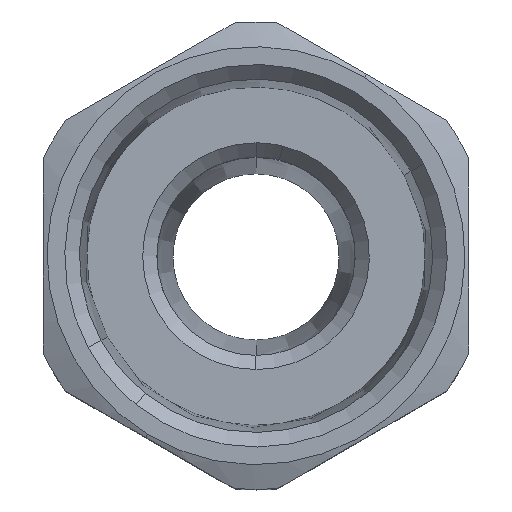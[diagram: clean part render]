
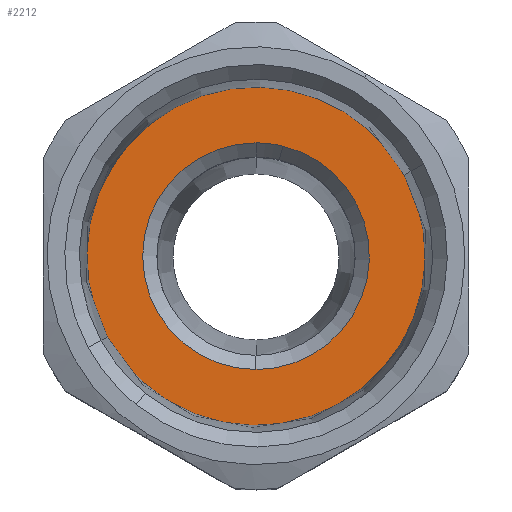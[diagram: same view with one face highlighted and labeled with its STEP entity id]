
A CAD part, top view. The second image highlights one B-rep face of the part: STEP entity #2212.
In plain terms, the highlighted planar face has unit normal (0, 0, 1).
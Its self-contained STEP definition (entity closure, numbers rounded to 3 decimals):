
#2038=AXIS2_PLACEMENT_3D('Circle Axis2P3D',#2036,#2037,$) ;
#2062=AXIS2_PLACEMENT_3D('Circle Axis2P3D',#2060,#2061,$) ;
#2180=AXIS2_PLACEMENT_3D('Plane Axis2P3D',#2177,#2178,#2179) ;
#2188=AXIS2_PLACEMENT_3D('Circle Axis2P3D',#2186,#2187,$) ;
#2197=AXIS2_PLACEMENT_3D('Circle Axis2P3D',#2195,#2196,$) ;
#2204=AXIS2_PLACEMENT_3D('Circle Axis2P3D',#2202,#2203,$) ;
#2033=CARTESIAN_POINT('Vertex',(4.521,10.775,49.75)) ;
#2036=CARTESIAN_POINT('Axis2P3D Location',(15.,16.5,49.75)) ;
#2040=CARTESIAN_POINT('Vertex',(25.479,22.225,49.75)) ;
#2060=CARTESIAN_POINT('Axis2P3D Location',(15.,16.5,49.75)) ;
#2177=CARTESIAN_POINT('Axis2P3D Location',(15.,16.5,49.75)) ;
#2186=CARTESIAN_POINT('Axis2P3D Location',(15.,16.5,49.75)) ;
#2190=CARTESIAN_POINT('Vertex',(15.,24.5,49.75)) ;
#2192=CARTESIAN_POINT('Vertex',(15.,8.5,49.75)) ;
#2195=CARTESIAN_POINT('Axis2P3D Location',(15.,16.5,49.75)) ;
#2199=CARTESIAN_POINT('Vertex',(16.89,24.274,49.75)) ;
#2202=CARTESIAN_POINT('Axis2P3D Location',(15.,16.5,49.75)) ;
#2037=DIRECTION('Axis2P3D Direction',(0.,0.,1.)) ;
#2061=DIRECTION('Axis2P3D Direction',(0.,0.,1.)) ;
#2178=DIRECTION('Axis2P3D Direction',(0.,0.,1.)) ;
#2179=DIRECTION('Axis2P3D XDirection',(0.,-1.,0.)) ;
#2187=DIRECTION('Axis2P3D Direction',(0.,0.,1.)) ;
#2196=DIRECTION('Axis2P3D Direction',(0.,0.,1.)) ;
#2203=DIRECTION('Axis2P3D Direction',(0.,0.,1.)) ;
#2183=ORIENTED_EDGE('',*,*,#2042,.T.) ;
#2184=ORIENTED_EDGE('',*,*,#2064,.T.) ;
#2208=ORIENTED_EDGE('',*,*,#2194,.F.) ;
#2209=ORIENTED_EDGE('',*,*,#2201,.F.) ;
#2210=ORIENTED_EDGE('',*,*,#2206,.F.) ;
#2211=FACE_BOUND('',#2207,.T.) ;
#2212=ADVANCED_FACE('Part1.1\\Koerper.2',(#2185,#2211),#2181,.T.) ;
#2039=CIRCLE('generated circle',#2038,11.941) ;
#2063=CIRCLE('generated circle',#2062,11.941) ;
#2189=CIRCLE('generated circle',#2188,8.) ;
#2198=CIRCLE('generated circle',#2197,8.) ;
#2205=CIRCLE('generated circle',#2204,8.) ;
#2042=EDGE_CURVE('',#2041,#2034,#2039,.T.) ;
#2064=EDGE_CURVE('',#2034,#2041,#2063,.T.) ;
#2194=EDGE_CURVE('',#2191,#2193,#2189,.T.) ;
#2201=EDGE_CURVE('',#2200,#2191,#2198,.T.) ;
#2206=EDGE_CURVE('',#2193,#2200,#2205,.T.) ;
#2182=EDGE_LOOP('',(#2183,#2184)) ;
#2207=EDGE_LOOP('',(#2208,#2209,#2210)) ;
#2185=FACE_OUTER_BOUND('',#2182,.T.) ;
#2181=PLANE('',#2180) ;
#2034=VERTEX_POINT('',#2033) ;
#2041=VERTEX_POINT('',#2040) ;
#2191=VERTEX_POINT('',#2190) ;
#2193=VERTEX_POINT('',#2192) ;
#2200=VERTEX_POINT('',#2199) ;
